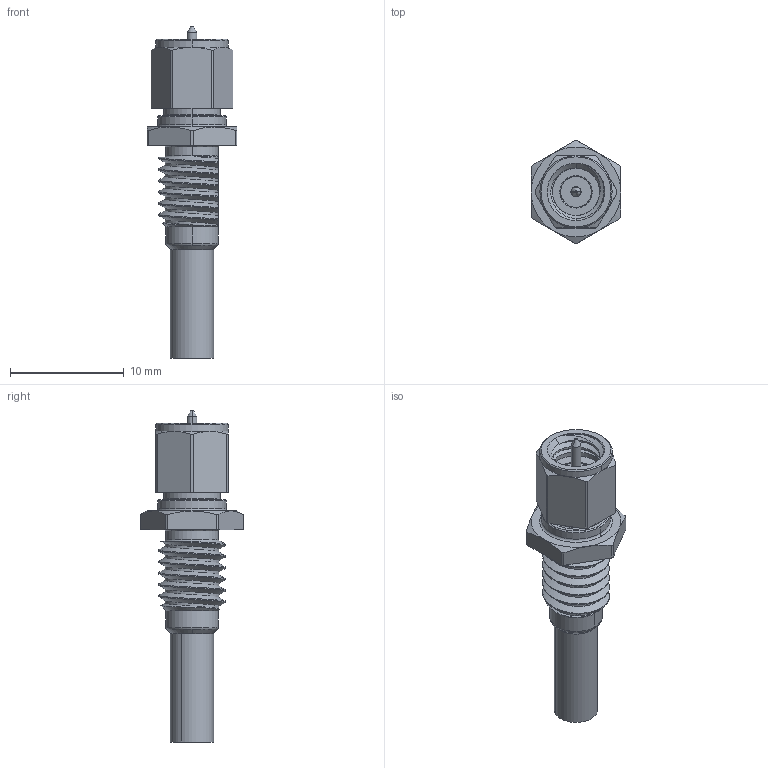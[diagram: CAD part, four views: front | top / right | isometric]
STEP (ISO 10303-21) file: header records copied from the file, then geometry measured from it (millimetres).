
FILE_DESCRIPTION (( 'STEP AP214' ), '1' );
FILE_NAME ('54-218-D3-AD.STEP', '2024-12-05T09:27:07', ( '' ), ( '' ), 'SwSTEP 2.0', 'SolidWorks 2024', '' );
FILE_SCHEMA (( 'AUTOMOTIVE_DESIGN' ));
Length unit declared in the file: millimetre
Products named in the file (1): 54-218-D3-AD
Bounding box: 7.9 x 9 x 29.17 mm (x, y, z)
Surface area: 901.9 mm2 (no closed solid volume)
Topology: 0 solids, 7 shells, 141 faces, 368 edges, 236 vertices
Faces by surface type: cylinder 61, cone 33, plane 24, bspline 17, torus 6
Entity records: 9557 total; most frequent: CARTESIAN_POINT 6363, ORIENTED_EDGE 709, DIRECTION 616, EDGE_CURVE 368, AXIS2_PLACEMENT_3D 249, VERTEX_POINT 236, EDGE_LOOP 150, ADVANCED_FACE 141
